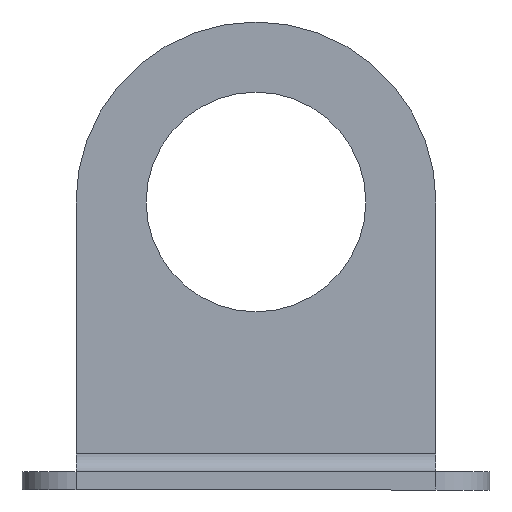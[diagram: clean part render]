
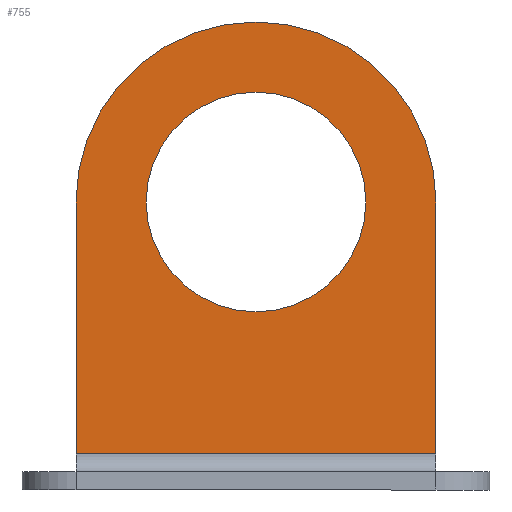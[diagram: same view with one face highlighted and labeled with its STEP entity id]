
A CAD part, front view. The second image highlights one B-rep face of the part: STEP entity #755.
In plain terms, the highlighted planar face has unit normal (0, -1, 0).
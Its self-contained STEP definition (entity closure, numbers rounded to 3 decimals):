
#228=DIRECTION('',(-1.,0.,0.));
#229=VECTOR('',#228,50.);
#230=CARTESIAN_POINT('',(25.,2.5,5.));
#231=LINE('',#230,#229);
#241=DIRECTION('',(0.,0.,1.));
#242=VECTOR('',#241,35.);
#243=CARTESIAN_POINT('',(-25.,2.5,5.));
#244=LINE('',#243,#242);
#245=CARTESIAN_POINT('',(0.,2.5,40.));
#246=DIRECTION('',(0.,1.,0.));
#247=DIRECTION('',(-1.,0.,0.));
#248=AXIS2_PLACEMENT_3D('',#245,#246,#247);
#250=DIRECTION('',(0.,0.,-1.));
#251=VECTOR('',#250,35.);
#252=CARTESIAN_POINT('',(25.,2.5,40.));
#253=LINE('',#252,#251);
#254=CARTESIAN_POINT('',(0.,2.5,40.));
#255=DIRECTION('',(0.,1.,0.));
#256=DIRECTION('',(1.,0.,0.));
#257=AXIS2_PLACEMENT_3D('',#254,#255,#256);
#259=CARTESIAN_POINT('',(0.,2.5,40.));
#260=DIRECTION('',(0.,1.,0.));
#261=DIRECTION('',(-1.,0.,0.));
#262=AXIS2_PLACEMENT_3D('',#259,#260,#261);
#311=CARTESIAN_POINT('',(15.25,2.5,40.));
#312=CARTESIAN_POINT('',(-15.25,2.5,40.));
#313=VERTEX_POINT('',#311);
#314=VERTEX_POINT('',#312);
#387=CARTESIAN_POINT('',(-25.,2.5,5.));
#388=CARTESIAN_POINT('',(-25.,2.5,40.));
#389=VERTEX_POINT('',#387);
#390=VERTEX_POINT('',#388);
#391=CARTESIAN_POINT('',(25.,2.5,40.));
#392=VERTEX_POINT('',#391);
#393=CARTESIAN_POINT('',(25.,2.5,5.));
#394=VERTEX_POINT('',#393);
#735=CARTESIAN_POINT('',(17.056,2.5,0.));
#736=DIRECTION('',(0.,1.,0.));
#737=DIRECTION('',(-1.,0.,0.));
#738=AXIS2_PLACEMENT_3D('',#735,#736,#737);
#739=PLANE('',#738);
#741=ORIENTED_EDGE('',*,*,#740,.T.);
#743=ORIENTED_EDGE('',*,*,#742,.T.);
#745=ORIENTED_EDGE('',*,*,#744,.T.);
#746=ORIENTED_EDGE('',*,*,#728,.T.);
#747=EDGE_LOOP('',(#741,#743,#745,#746));
#748=FACE_OUTER_BOUND('',#747,.F.);
#750=ORIENTED_EDGE('',*,*,#749,.F.);
#752=ORIENTED_EDGE('',*,*,#751,.F.);
#753=EDGE_LOOP('',(#750,#752));
#754=FACE_BOUND('',#753,.F.);
#755=ADVANCED_FACE('',(#748,#754),#739,.F.);
#249=CIRCLE('',#248,25.);
#258=CIRCLE('',#257,15.25);
#263=CIRCLE('',#262,15.25);
#728=EDGE_CURVE('',#394,#389,#231,.T.);
#740=EDGE_CURVE('',#389,#390,#244,.T.);
#742=EDGE_CURVE('',#390,#392,#249,.T.);
#744=EDGE_CURVE('',#392,#394,#253,.T.);
#749=EDGE_CURVE('',#313,#314,#258,.T.);
#751=EDGE_CURVE('',#314,#313,#263,.T.);
